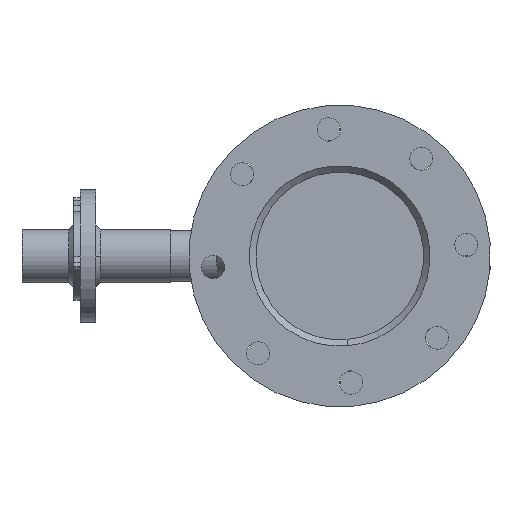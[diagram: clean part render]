
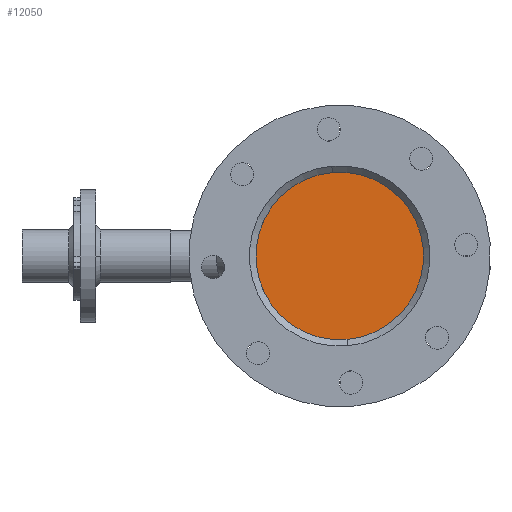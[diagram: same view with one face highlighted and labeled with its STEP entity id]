
A CAD part, left-side view. The second image highlights one B-rep face of the part: STEP entity #12050.
In plain terms, the highlighted planar face has unit normal (-1, 0, 0).
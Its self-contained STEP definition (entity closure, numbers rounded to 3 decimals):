
#7021 = DIRECTION ( 'NONE',  ( 0., 1., 0. ) ) ;
#7022 = DIRECTION ( 'NONE',  ( 1., 0., 0. ) ) ;
#7023 = AXIS2_PLACEMENT_3D ( 'NONE', #7029, #7022, #7021 ) ;
#7024 = CIRCLE ( 'NONE', #7023, 81.788 ) ;
#7029 = CARTESIAN_POINT ( 'NONE',  ( -118.015, 0., 0. ) ) ;
#7039 = CARTESIAN_POINT ( 'NONE',  ( -118.015, -81.788, 0. ) ) ;
#7106 = PLANE ( 'NONE',  #7108 ) ;
#7107 = CARTESIAN_POINT ( 'NONE',  ( -118.015, 0., 0. ) ) ;
#7108 = AXIS2_PLACEMENT_3D ( 'NONE', #7107, #7243, #7242 ) ;
#7167 = FACE_OUTER_BOUND ( 'NONE', #12042, .T. ) ;
#7242 = DIRECTION ( 'NONE',  ( 0., -1., 0. ) ) ;
#7243 = DIRECTION ( 'NONE',  ( -1., 0., 0. ) ) ;
#8374 = DIRECTION ( 'NONE',  ( 0., 1., 0. ) ) ;
#8375 = DIRECTION ( 'NONE',  ( 1., 0., 0. ) ) ;
#8376 = AXIS2_PLACEMENT_3D ( 'NONE', #8498, #8375, #8374 ) ;
#8497 = CIRCLE ( 'NONE', #8376, 81.788 ) ;
#8498 = CARTESIAN_POINT ( 'NONE',  ( -118.015, 0., 0. ) ) ;
#8598 = CARTESIAN_POINT ( 'NONE',  ( -118.015, 81.788, 0. ) ) ;
#12013 = EDGE_CURVE ( 'NONE', #12342, #12045, #7024, .T. ) ;
#12016 = ORIENTED_EDGE ( 'NONE', *, *, #12013, .F. ) ;
#12042 = EDGE_LOOP ( 'NONE', ( #12016, #12317 ) ) ;
#12045 = VERTEX_POINT ( 'NONE', #7039 ) ;
#12050 = ADVANCED_FACE ( 'NONE', ( #7167 ), #7106, .T. ) ;
#12316 = EDGE_CURVE ( 'NONE', #12045, #12342, #8497, .T. ) ;
#12317 = ORIENTED_EDGE ( 'NONE', *, *, #12316, .F. ) ;
#12342 = VERTEX_POINT ( 'NONE', #8598 ) ;
